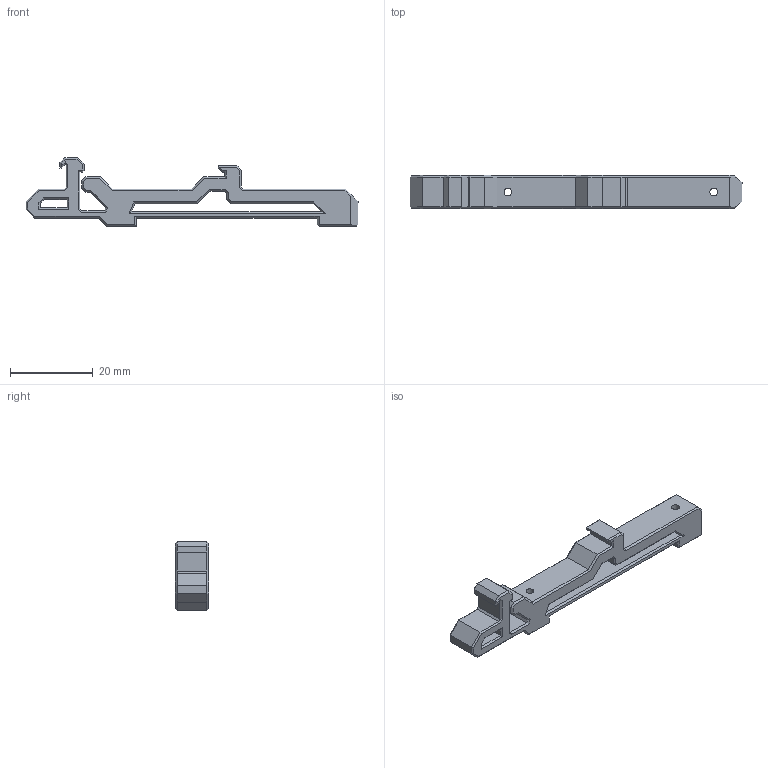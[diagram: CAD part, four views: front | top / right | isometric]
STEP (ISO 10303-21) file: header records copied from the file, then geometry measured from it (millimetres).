
FILE_DESCRIPTION(/* description */ (''),/* implementation_level */ '2;1');
FILE_NAME(/* name */ 'SKR Pico Mount.step',/* time_stamp */ '2023-02-05T11:29:43-08:00',/* author */ (''),/* organization */ (''),/* preprocessor_version */ 'ST-DEVELOPER v19.2',/* originating_system */ 'Autodesk Translation Framework v11.17.0.187',/* authorisation */ '');
FILE_SCHEMA (('AUTOMOTIVE_DESIGN { 1 0 10303 214 3 1 1 }'));
Length unit declared in the file: millimetre
Products named in the file (2): PCB DIN Clips; SKR Pico
Assembly tree (1 placements, depth 2):
  PCB DIN Clips
    SKR Pico
Bounding box: 80.25 x 8 x 16.6 mm (x, y, z)
Volume: 4180.8 mm3; surface area: 3736.6 mm2
Topology: 1 solids, 1 shells, 199 faces, 465 edges, 268 vertices
Faces by surface type: plane 195, cylinder 2, cone 2
Full cylindrical faces by diameter (mm): 1.9 x2
Entity records: 5473 total; most frequent: CARTESIAN_POINT 935, ORIENTED_EDGE 930, DIRECTION 875, EDGE_CURVE 465, LINE 459, VECTOR 459, VERTEX_POINT 268, AXIS2_PLACEMENT_3D 208
